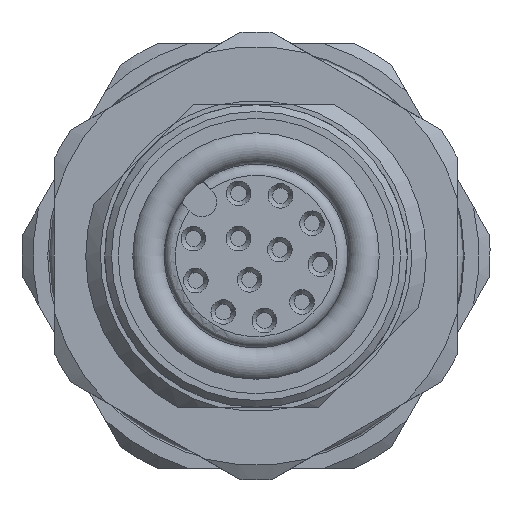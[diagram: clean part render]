
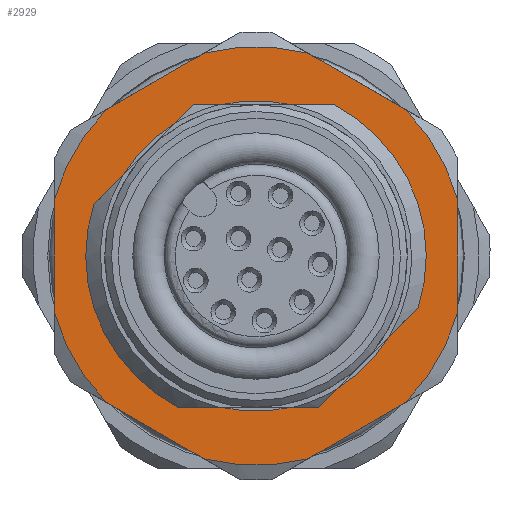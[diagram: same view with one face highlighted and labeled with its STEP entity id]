
A CAD part, left-side view. The second image highlights one B-rep face of the part: STEP entity #2929.
In plain terms, the highlighted planar face has unit normal (-1, 0, 0).
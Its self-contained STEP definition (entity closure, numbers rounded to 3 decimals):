
#133=PLANE('',#4062);
#709=EDGE_LOOP('',(#1733,#1734,#1735,#1736,#1737,#1738,#1739,#1740,#1741,
#1742,#1743,#1744));
#710=EDGE_LOOP('',(#1745,#1746,#1747,#1748,#1749,#1750,#1751,#1752,#1753,
#1754,#1755,#1756,#1757,#1758));
#854=LINE('',#5405,#990);
#862=LINE('',#5422,#998);
#866=LINE('',#5439,#1002);
#873=LINE('',#5452,#1009);
#877=LINE('',#5470,#1013);
#881=LINE('',#5487,#1017);
#889=LINE('',#5504,#1025);
#892=LINE('',#5518,#1028);
#954=LINE('',#6470,#1090);
#955=LINE('',#6474,#1091);
#956=LINE('',#6478,#1092);
#957=LINE('',#6482,#1093);
#958=LINE('',#6486,#1094);
#959=LINE('',#6490,#1095);
#990=VECTOR('',#4244,1.);
#998=VECTOR('',#4252,1.);
#1002=VECTOR('',#4258,1.);
#1009=VECTOR('',#4265,1.);
#1013=VECTOR('',#4271,1.);
#1017=VECTOR('',#4275,1.);
#1025=VECTOR('',#4285,1.);
#1028=VECTOR('',#4288,1.);
#1090=VECTOR('',#5012,1.);
#1091=VECTOR('',#5015,1.);
#1092=VECTOR('',#5018,1.);
#1093=VECTOR('',#5021,1.);
#1094=VECTOR('',#5024,1.);
#1095=VECTOR('',#5027,1.);
#1733=ORIENTED_EDGE('',*,*,#2345,.F.);
#1734=ORIENTED_EDGE('',*,*,#2346,.F.);
#1735=ORIENTED_EDGE('',*,*,#2347,.F.);
#1736=ORIENTED_EDGE('',*,*,#2348,.F.);
#1737=ORIENTED_EDGE('',*,*,#2349,.F.);
#1738=ORIENTED_EDGE('',*,*,#2350,.F.);
#1739=ORIENTED_EDGE('',*,*,#2351,.F.);
#1740=ORIENTED_EDGE('',*,*,#2352,.F.);
#1741=ORIENTED_EDGE('',*,*,#2353,.F.);
#1742=ORIENTED_EDGE('',*,*,#2354,.F.);
#1743=ORIENTED_EDGE('',*,*,#2355,.F.);
#1744=ORIENTED_EDGE('',*,*,#2356,.F.);
#1745=ORIENTED_EDGE('',*,*,#2357,.F.);
#1746=ORIENTED_EDGE('',*,*,#2032,.T.);
#1747=ORIENTED_EDGE('',*,*,#2053,.T.);
#1748=ORIENTED_EDGE('',*,*,#2358,.F.);
#1749=ORIENTED_EDGE('',*,*,#2046,.T.);
#1750=ORIENTED_EDGE('',*,*,#2028,.T.);
#1751=ORIENTED_EDGE('',*,*,#2073,.F.);
#1752=ORIENTED_EDGE('',*,*,#2359,.F.);
#1753=ORIENTED_EDGE('',*,*,#2078,.F.);
#1754=ORIENTED_EDGE('',*,*,#2059,.F.);
#1755=ORIENTED_EDGE('',*,*,#2360,.F.);
#1756=ORIENTED_EDGE('',*,*,#2065,.F.);
#1757=ORIENTED_EDGE('',*,*,#2024,.T.);
#1758=ORIENTED_EDGE('',*,*,#2040,.T.);
#2024=EDGE_CURVE('',#3359,#3360,#2475,.T.);
#2028=EDGE_CURVE('',#3363,#3364,#2477,.T.);
#2032=EDGE_CURVE('',#3367,#3368,#854,.T.);
#2040=EDGE_CURVE('',#3360,#3375,#862,.T.);
#2046=EDGE_CURVE('',#3380,#3363,#866,.T.);
#2053=EDGE_CURVE('',#3368,#3385,#873,.T.);
#2059=EDGE_CURVE('',#3390,#3391,#877,.T.);
#2065=EDGE_CURVE('',#3359,#3396,#881,.T.);
#2073=EDGE_CURVE('',#3403,#3364,#889,.T.);
#2078=EDGE_CURVE('',#3391,#3407,#892,.T.);
#2345=EDGE_CURVE('',#3612,#3613,#2644,.T.);
#2346=EDGE_CURVE('',#3614,#3612,#954,.T.);
#2347=EDGE_CURVE('',#3615,#3614,#2645,.T.);
#2348=EDGE_CURVE('',#3616,#3615,#955,.T.);
#2349=EDGE_CURVE('',#3617,#3616,#2646,.T.);
#2350=EDGE_CURVE('',#3618,#3617,#956,.T.);
#2351=EDGE_CURVE('',#3619,#3618,#2647,.T.);
#2352=EDGE_CURVE('',#3620,#3619,#957,.T.);
#2353=EDGE_CURVE('',#3621,#3620,#2648,.T.);
#2354=EDGE_CURVE('',#3622,#3621,#958,.T.);
#2355=EDGE_CURVE('',#3623,#3622,#2649,.T.);
#2356=EDGE_CURVE('',#3613,#3623,#959,.T.);
#2357=EDGE_CURVE('',#3367,#3375,#2650,.T.);
#2358=EDGE_CURVE('',#3380,#3385,#2651,.T.);
#2359=EDGE_CURVE('',#3407,#3403,#2652,.T.);
#2360=EDGE_CURVE('',#3396,#3390,#2653,.T.);
#2475=CIRCLE('',#3713,7.6);
#2477=CIRCLE('',#3716,7.6);
#2644=CIRCLE('',#4052,9.346);
#2645=CIRCLE('',#4053,9.346);
#2646=CIRCLE('',#4054,9.346);
#2647=CIRCLE('',#4055,9.346);
#2648=CIRCLE('',#4056,9.346);
#2649=CIRCLE('',#4057,9.346);
#2650=CIRCLE('',#4058,6.93);
#2651=CIRCLE('',#4059,6.93);
#2652=CIRCLE('',#4060,6.93);
#2653=CIRCLE('',#4061,6.93);
#2929=ADVANCED_FACE('',(#3256,#3257),#133,.F.);
#3256=FACE_BOUND('',#709,.T.);
#3257=FACE_BOUND('',#710,.T.);
#3359=VERTEX_POINT('',#5388);
#3360=VERTEX_POINT('',#5389);
#3363=VERTEX_POINT('',#5397);
#3364=VERTEX_POINT('',#5398);
#3367=VERTEX_POINT('',#5406);
#3368=VERTEX_POINT('',#5407);
#3375=VERTEX_POINT('',#5421);
#3380=VERTEX_POINT('',#5440);
#3385=VERTEX_POINT('',#5451);
#3390=VERTEX_POINT('',#5469);
#3391=VERTEX_POINT('',#5471);
#3396=VERTEX_POINT('',#5488);
#3403=VERTEX_POINT('',#5503);
#3407=VERTEX_POINT('',#5519);
#3612=VERTEX_POINT('',#6468);
#3613=VERTEX_POINT('',#6469);
#3614=VERTEX_POINT('',#6471);
#3615=VERTEX_POINT('',#6473);
#3616=VERTEX_POINT('',#6475);
#3617=VERTEX_POINT('',#6477);
#3618=VERTEX_POINT('',#6479);
#3619=VERTEX_POINT('',#6481);
#3620=VERTEX_POINT('',#6483);
#3621=VERTEX_POINT('',#6485);
#3622=VERTEX_POINT('',#6487);
#3623=VERTEX_POINT('',#6489);
#3713=AXIS2_PLACEMENT_3D('',#5387,#4228,#4229);
#3716=AXIS2_PLACEMENT_3D('',#5396,#4236,#4237);
#4052=AXIS2_PLACEMENT_3D('',#6467,#5010,#5011);
#4053=AXIS2_PLACEMENT_3D('',#6472,#5013,#5014);
#4054=AXIS2_PLACEMENT_3D('',#6476,#5016,#5017);
#4055=AXIS2_PLACEMENT_3D('',#6480,#5019,#5020);
#4056=AXIS2_PLACEMENT_3D('',#6484,#5022,#5023);
#4057=AXIS2_PLACEMENT_3D('',#6488,#5025,#5026);
#4058=AXIS2_PLACEMENT_3D('',#6491,#5028,#5029);
#4059=AXIS2_PLACEMENT_3D('',#6492,#5030,#5031);
#4060=AXIS2_PLACEMENT_3D('',#6493,#5032,#5033);
#4061=AXIS2_PLACEMENT_3D('',#6494,#5034,#5035);
#4062=AXIS2_PLACEMENT_3D('',#6495,#5036,#5037);
#4228=DIRECTION('',(1.,0.,0.));
#4229=DIRECTION('',(0.,0.,-1.));
#4236=DIRECTION('',(1.,0.,0.));
#4237=DIRECTION('',(0.,0.,-1.));
#4244=DIRECTION('',(0.,-0.707,0.707));
#4252=DIRECTION('',(0.,-0.707,0.707));
#4258=DIRECTION('',(0.,-1.,0.));
#4265=DIRECTION('',(0.,-1.,0.));
#4271=DIRECTION('',(0.,-1.,0.));
#4275=DIRECTION('',(0.,-1.,0.));
#4285=DIRECTION('',(0.,-0.707,0.707));
#4288=DIRECTION('',(0.,-0.707,0.707));
#5010=DIRECTION('',(1.,0.,0.));
#5011=DIRECTION('',(0.,-1.,0.));
#5012=DIRECTION('',(0.,0.,-1.));
#5013=DIRECTION('',(1.,0.,0.));
#5014=DIRECTION('',(0.,-1.,0.));
#5015=DIRECTION('',(0.,-0.866,-0.5));
#5016=DIRECTION('',(1.,0.,0.));
#5017=DIRECTION('',(0.,-1.,0.));
#5018=DIRECTION('',(0.,-0.866,0.5));
#5019=DIRECTION('',(1.,0.,0.));
#5020=DIRECTION('',(0.,-1.,0.));
#5021=DIRECTION('',(0.,0.,1.));
#5022=DIRECTION('',(1.,0.,0.));
#5023=DIRECTION('',(0.,-1.,0.));
#5024=DIRECTION('',(0.,0.866,0.5));
#5025=DIRECTION('',(1.,0.,0.));
#5026=DIRECTION('',(0.,-1.,0.));
#5027=DIRECTION('',(0.,0.866,-0.5));
#5028=DIRECTION('',(-1.,0.,0.));
#5029=DIRECTION('',(0.,0.,-1.));
#5030=DIRECTION('',(-1.,0.,0.));
#5031=DIRECTION('',(0.,0.,-1.));
#5032=DIRECTION('',(-1.,0.,0.));
#5033=DIRECTION('',(0.,0.,-1.));
#5034=DIRECTION('',(-1.,0.,0.));
#5035=DIRECTION('',(0.,0.,-1.));
#5036=DIRECTION('',(1.,0.,0.));
#5037=DIRECTION('',(0.,-1.,0.));
#5387=CARTESIAN_POINT('',(9.5,0.,0.));
#5388=CARTESIAN_POINT('',(9.5,3.492,-6.75));
#5389=CARTESIAN_POINT('',(9.5,7.243,2.303));
#5396=CARTESIAN_POINT('',(9.5,0.,0.));
#5397=CARTESIAN_POINT('',(9.5,-3.492,6.75));
#5398=CARTESIAN_POINT('',(9.5,-7.243,-2.303));
#5405=CARTESIAN_POINT('',(9.5,8.835,0.711));
#5406=CARTESIAN_POINT('',(9.5,3.663,5.883));
#5407=CARTESIAN_POINT('',(9.5,2.796,6.75));
#5421=CARTESIAN_POINT('',(9.5,5.883,3.663));
#5422=CARTESIAN_POINT('',(9.5,8.835,0.711));
#5439=CARTESIAN_POINT('',(9.5,2.796,6.75));
#5440=CARTESIAN_POINT('',(9.5,-1.569,6.75));
#5451=CARTESIAN_POINT('',(9.5,1.569,6.75));
#5452=CARTESIAN_POINT('',(9.5,2.796,6.75));
#5469=CARTESIAN_POINT('',(9.5,-1.569,-6.75));
#5470=CARTESIAN_POINT('',(9.5,5.744,-6.75));
#5471=CARTESIAN_POINT('',(9.5,-2.796,-6.75));
#5487=CARTESIAN_POINT('',(9.5,5.744,-6.75));
#5488=CARTESIAN_POINT('',(9.5,1.569,-6.75));
#5503=CARTESIAN_POINT('',(9.5,-5.883,-3.663));
#5504=CARTESIAN_POINT('',(9.5,-2.796,-6.75));
#5518=CARTESIAN_POINT('',(9.5,-2.796,-6.75));
#5519=CARTESIAN_POINT('',(9.5,-3.663,-5.883));
#6467=CARTESIAN_POINT('',(9.5,0.,0.));
#6468=CARTESIAN_POINT('',(9.5,-9.,-2.521));
#6469=CARTESIAN_POINT('',(9.5,-6.683,-6.534));
#6470=CARTESIAN_POINT('',(9.5,-9.,4.359));
#6471=CARTESIAN_POINT('',(9.5,-9.,2.521));
#6472=CARTESIAN_POINT('',(9.5,0.,0.));
#6473=CARTESIAN_POINT('',(9.5,-6.683,6.534));
#6474=CARTESIAN_POINT('',(9.5,-0.725,9.974));
#6475=CARTESIAN_POINT('',(9.5,-2.317,9.055));
#6476=CARTESIAN_POINT('',(9.5,0.,0.));
#6477=CARTESIAN_POINT('',(9.5,2.317,9.055));
#6478=CARTESIAN_POINT('',(9.5,8.275,5.615));
#6479=CARTESIAN_POINT('',(9.5,6.683,6.534));
#6480=CARTESIAN_POINT('',(9.5,0.,0.));
#6481=CARTESIAN_POINT('',(9.5,9.,2.521));
#6482=CARTESIAN_POINT('',(9.5,9.,-4.359));
#6483=CARTESIAN_POINT('',(9.5,9.,-2.521));
#6484=CARTESIAN_POINT('',(9.5,0.,0.));
#6485=CARTESIAN_POINT('',(9.5,6.683,-6.534));
#6486=CARTESIAN_POINT('',(9.5,0.725,-9.974));
#6487=CARTESIAN_POINT('',(9.5,2.317,-9.055));
#6488=CARTESIAN_POINT('',(9.5,0.,0.));
#6489=CARTESIAN_POINT('',(9.5,-2.317,-9.055));
#6490=CARTESIAN_POINT('',(9.5,-8.275,-5.615));
#6491=CARTESIAN_POINT('',(9.5,0.,0.));
#6492=CARTESIAN_POINT('',(9.5,0.,0.));
#6493=CARTESIAN_POINT('',(9.5,0.,0.));
#6494=CARTESIAN_POINT('',(9.5,0.,0.));
#6495=CARTESIAN_POINT('',(9.5,0.,0.));
